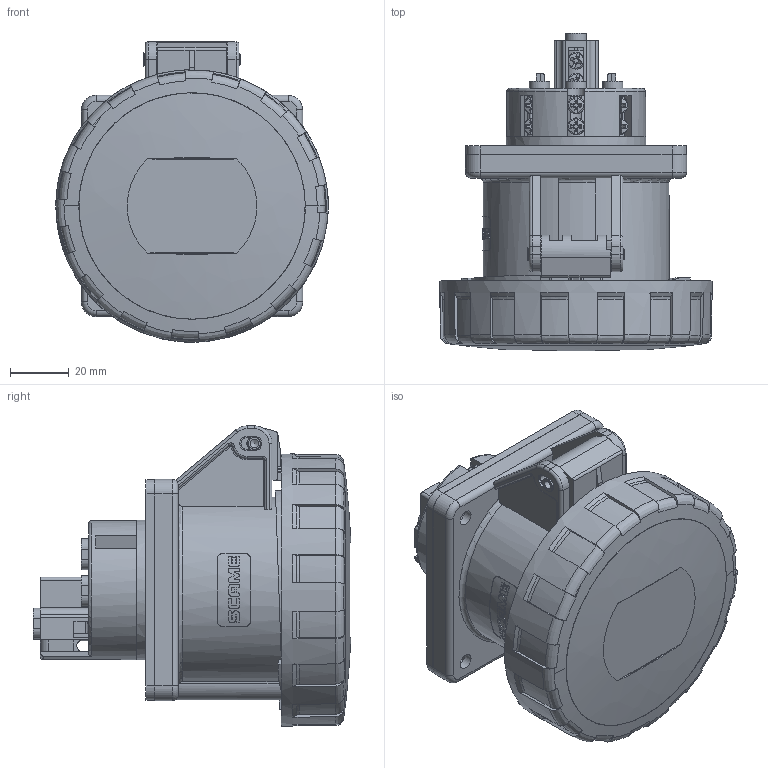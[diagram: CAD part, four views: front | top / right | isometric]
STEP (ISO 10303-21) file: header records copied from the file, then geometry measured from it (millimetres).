
FILE_DESCRIPTION(/* description */ (''),/* implementation_level */ '2;1');
FILE_NAME(/* name */ '4003640.stp',/* time_stamp */ '2019-11-04T08:24:07+01:00',/* author */ (''),/* organization */ (''),/* preprocessor_version */ 'ST-DEVELOPER v16.7',/* originating_system */ 'SIEMENS PLM Software NX 1888',/* authorisation */ '');
FILE_SCHEMA (('AUTOMOTIVE_DESIGN { 1 0 10303 214 3 1 1 1 }'));
Length unit declared in the file: millimetre
Products named in the file (1): BSOMB26489C0fqqq
Bounding box: 92.96 x 108.41 x 102.46 mm (x, y, z)
Volume: 166741 mm3; surface area: 155988.9 mm2
Topology: 19 solids, 19 shells, 2524 faces, 6443 edges, 3916 vertices
Faces by surface type: plane 875, cylinder 754, bspline 474, torus 191, cone 105, sphere 102, extrusion 20, revolution 3
Full cylindrical faces by diameter (mm): 1.8 x3, 1.875 x3, 2.5 x3, 2.7 x3, 3 x4, 3.5 x8, 4 x1, 4.2 x4, 4.3 x5, 4.4 x4, 4.7 x1, 5 x3, 5.2 x4, 5.4 x4, 5.5 x4, 5.8 x8, 7.3 x3, 8.1 x1, 8.5 x3, 9.4 x1, 10 x1, 10.5 x1, 11 x3, 13 x1, 43 x1, 46.5 x1, 47.6 x1, 53.2 x1, 57.2 x1, 77.2 x1
Entity records: 107434 total; most frequent: CARTESIAN_POINT 51024, ORIENTED_EDGE 12104, DIRECTION 11090, EDGE_CURVE 6052, AXIS2_PLACEMENT_3D 4305, VERTEX_POINT 3793, EDGE_LOOP 2809, ADVANCED_FACE 2520
